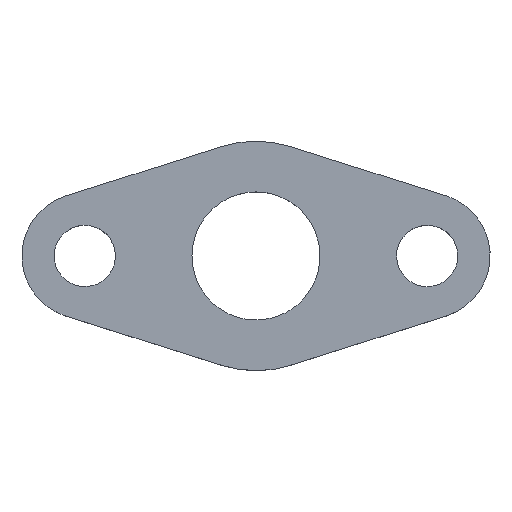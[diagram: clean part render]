
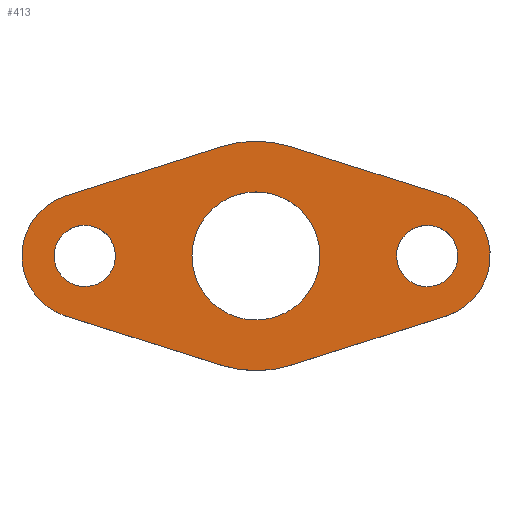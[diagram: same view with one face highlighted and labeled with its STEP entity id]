
A CAD part, top view. The second image highlights one B-rep face of the part: STEP entity #413.
In plain terms, the highlighted free-form (B-spline) face has degree [1, 1] with [2, 2] control points.
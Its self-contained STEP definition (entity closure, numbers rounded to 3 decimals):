
#22 = VERTEX_POINT('',#23);
#23 = CARTESIAN_POINT('',(-13.024,0.,
    8.706));
#41 = EDGE_CURVE('',#22,#22,#42,.T.);
#42 = ( BOUNDED_CURVE() B_SPLINE_CURVE(2,(#43,#44,#45,#46,#47,#48,#49),
.UNSPECIFIED.,.T.,.F.) B_SPLINE_CURVE_WITH_KNOTS((3,2,2,3),(
    3.142,5.236,7.33,9.425),
.PIECEWISE_BEZIER_KNOTS.) CURVE() GEOMETRIC_REPRESENTATION_ITEM() 
RATIONAL_B_SPLINE_CURVE((1.,0.5,1.,0.5,1.,0.5,1.)) REPRESENTATION_ITEM(
  '') );
#43 = CARTESIAN_POINT('',(-13.024,0.,
    8.706));
#44 = CARTESIAN_POINT('',(-13.024,22.559,8.706
    ));
#45 = CARTESIAN_POINT('',(6.512,11.28,8.706)
  );
#46 = CARTESIAN_POINT('',(26.049,0.,
    8.706));
#47 = CARTESIAN_POINT('',(6.512,-11.28,8.706)
  );
#48 = CARTESIAN_POINT('',(-13.024,-22.559,8.706
    ));
#49 = CARTESIAN_POINT('',(-13.024,0.,
    8.706));
#74 = VERTEX_POINT('',#75);
#75 = CARTESIAN_POINT('',(-41.057,0.,
    8.706));
#93 = EDGE_CURVE('',#74,#74,#94,.T.);
#94 = ( BOUNDED_CURVE() B_SPLINE_CURVE(2,(#95,#96,#97,#98,#99,#100,#101)
,.UNSPECIFIED.,.T.,.F.) B_SPLINE_CURVE_WITH_KNOTS((3,2,2,3),(
    3.142,5.236,7.33,9.425),
.PIECEWISE_BEZIER_KNOTS.) CURVE() GEOMETRIC_REPRESENTATION_ITEM() 
RATIONAL_B_SPLINE_CURVE((1.,0.5,1.,0.5,1.,0.5,1.)) REPRESENTATION_ITEM(
  '') );
#95 = CARTESIAN_POINT('',(-41.057,0.,
    8.706));
#96 = CARTESIAN_POINT('',(-41.057,10.797,8.706
    ));
#97 = CARTESIAN_POINT('',(-31.707,5.398,8.706)
  );
#98 = CARTESIAN_POINT('',(-22.357,0.,
    8.706));
#99 = CARTESIAN_POINT('',(-31.707,-5.398,8.706
    ));
#100 = CARTESIAN_POINT('',(-41.057,-10.797,
    8.706));
#101 = CARTESIAN_POINT('',(-41.057,0.,
    8.706));
#126 = VERTEX_POINT('',#127);
#127 = CARTESIAN_POINT('',(28.59,0.,
    8.706));
#145 = EDGE_CURVE('',#126,#126,#146,.T.);
#146 = ( BOUNDED_CURVE() B_SPLINE_CURVE(2,(#147,#148,#149,#150,#151,#152
,#153),.UNSPECIFIED.,.T.,.F.) B_SPLINE_CURVE_WITH_KNOTS((3,2,2,3),(
    3.142,5.236,7.33,9.425),
.PIECEWISE_BEZIER_KNOTS.) CURVE() GEOMETRIC_REPRESENTATION_ITEM() 
RATIONAL_B_SPLINE_CURVE((1.,0.5,1.,0.5,1.,0.5,1.)) REPRESENTATION_ITEM(
  '') );
#147 = CARTESIAN_POINT('',(28.59,0.,
    8.706));
#148 = CARTESIAN_POINT('',(28.59,10.797,
    8.706));
#149 = CARTESIAN_POINT('',(37.94,5.398,8.706
    ));
#150 = CARTESIAN_POINT('',(47.29,0.,
    8.706));
#151 = CARTESIAN_POINT('',(37.94,-5.398,
    8.706));
#152 = CARTESIAN_POINT('',(28.59,-10.797,
    8.706));
#153 = CARTESIAN_POINT('',(28.59,0.,
    8.706));
#188 = VERTEX_POINT('',#189);
#189 = CARTESIAN_POINT('',(-38.695,-12.198,
    8.706));
#194 = EDGE_CURVE('',#195,#188,#197,.T.);
#195 = VERTEX_POINT('',#196);
#196 = CARTESIAN_POINT('',(-38.695,12.198,
    8.706));
#197 = ( BOUNDED_CURVE() B_SPLINE_CURVE(2,(#198,#199,#200),
.UNSPECIFIED.,.F.,.F.) B_SPLINE_CURVE_WITH_KNOTS((3,3),(1.878,
4.405),.PIECEWISE_BEZIER_KNOTS.) CURVE() 
GEOMETRIC_REPRESENTATION_ITEM() RATIONAL_B_SPLINE_CURVE((1.,0.303,1.)) 
REPRESENTATION_ITEM('') );
#198 = CARTESIAN_POINT('',(-38.695,12.198,
    8.706));
#199 = CARTESIAN_POINT('',(-77.129,0.,
    8.706));
#200 = CARTESIAN_POINT('',(-38.695,-12.198,
    8.706));
#225 = EDGE_CURVE('',#226,#195,#228,.T.);
#226 = VERTEX_POINT('',#227);
#227 = CARTESIAN_POINT('',(-7.058,22.239,8.706
    ));
#228 = B_SPLINE_CURVE_WITH_KNOTS('',1,(#229,#230),.UNSPECIFIED.,.F.,.F.,
  (2,2),(-24.21,0.),.PIECEWISE_BEZIER_KNOTS.);
#229 = CARTESIAN_POINT('',(-7.058,22.239,8.706
    ));
#230 = CARTESIAN_POINT('',(-38.695,12.198,
    8.706));
#254 = EDGE_CURVE('',#255,#226,#257,.T.);
#255 = VERTEX_POINT('',#256);
#256 = CARTESIAN_POINT('',(7.058,22.239,8.706)
  );
#257 = ( BOUNDED_CURVE() B_SPLINE_CURVE(2,(#258,#259,#260),
.UNSPECIFIED.,.F.,.F.) B_SPLINE_CURVE_WITH_KNOTS((3,3),(1.263,
1.878),.PIECEWISE_BEZIER_KNOTS.) CURVE() 
GEOMETRIC_REPRESENTATION_ITEM() RATIONAL_B_SPLINE_CURVE((1.,
0.953,1.)) REPRESENTATION_ITEM('') );
#258 = CARTESIAN_POINT('',(7.058,22.239,8.706)
  );
#259 = CARTESIAN_POINT('',(0.,24.478,
    8.706));
#260 = CARTESIAN_POINT('',(-7.058,22.239,8.706
    ));
#285 = EDGE_CURVE('',#286,#255,#288,.T.);
#286 = VERTEX_POINT('',#287);
#287 = CARTESIAN_POINT('',(38.695,12.198,
    8.706));
#288 = B_SPLINE_CURVE_WITH_KNOTS('',1,(#289,#290),.UNSPECIFIED.,.F.,.F.,
  (2,2),(0.,24.21),.PIECEWISE_BEZIER_KNOTS.);
#289 = CARTESIAN_POINT('',(38.695,12.198,
    8.706));
#290 = CARTESIAN_POINT('',(7.058,22.239,8.706)
  );
#314 = EDGE_CURVE('',#315,#286,#317,.T.);
#315 = VERTEX_POINT('',#316);
#316 = CARTESIAN_POINT('',(38.695,-12.198,
    8.706));
#317 = ( BOUNDED_CURVE() B_SPLINE_CURVE(2,(#318,#319,#320),
.UNSPECIFIED.,.F.,.F.) B_SPLINE_CURVE_WITH_KNOTS((3,3),(5.02,
7.547),.PIECEWISE_BEZIER_KNOTS.) CURVE() 
GEOMETRIC_REPRESENTATION_ITEM() RATIONAL_B_SPLINE_CURVE((1.,0.303,1.)) 
REPRESENTATION_ITEM('') );
#318 = CARTESIAN_POINT('',(38.695,-12.198,
    8.706));
#319 = CARTESIAN_POINT('',(77.129,0.,
    8.706));
#320 = CARTESIAN_POINT('',(38.695,12.198,
    8.706));
#345 = EDGE_CURVE('',#346,#315,#348,.T.);
#346 = VERTEX_POINT('',#347);
#347 = CARTESIAN_POINT('',(7.058,-22.239,8.706)
  );
#348 = B_SPLINE_CURVE_WITH_KNOTS('',1,(#349,#350),.UNSPECIFIED.,.F.,.F.,
  (2,2),(0.,24.21),.PIECEWISE_BEZIER_KNOTS.);
#349 = CARTESIAN_POINT('',(7.058,-22.239,8.706)
  );
#350 = CARTESIAN_POINT('',(38.695,-12.198,
    8.706));
#374 = EDGE_CURVE('',#375,#346,#377,.T.);
#375 = VERTEX_POINT('',#376);
#376 = CARTESIAN_POINT('',(-7.058,-22.239,8.706
    ));
#377 = ( BOUNDED_CURVE() B_SPLINE_CURVE(2,(#378,#379,#380),
.UNSPECIFIED.,.F.,.F.) B_SPLINE_CURVE_WITH_KNOTS((3,3),(4.405,
5.02),.PIECEWISE_BEZIER_KNOTS.) CURVE() 
GEOMETRIC_REPRESENTATION_ITEM() RATIONAL_B_SPLINE_CURVE((1.,
0.953,1.)) REPRESENTATION_ITEM('') );
#378 = CARTESIAN_POINT('',(-7.058,-22.239,8.706
    ));
#379 = CARTESIAN_POINT('',(0.,-24.478,
    8.706));
#380 = CARTESIAN_POINT('',(7.058,-22.239,8.706)
  );
#403 = EDGE_CURVE('',#188,#375,#404,.T.);
#404 = B_SPLINE_CURVE_WITH_KNOTS('',1,(#405,#406),.UNSPECIFIED.,.F.,.F.,
  (2,2),(0.,24.21),.PIECEWISE_BEZIER_KNOTS.);
#405 = CARTESIAN_POINT('',(-38.695,-12.198,
    8.706));
#406 = CARTESIAN_POINT('',(-7.058,-22.239,8.706
    ));
#413 = ADVANCED_FACE('',(#414,#424,#427,#430),#433,.T.);
#414 = FACE_BOUND('',#415,.T.);
#415 = EDGE_LOOP('',(#416,#417,#418,#419,#420,#421,#422,#423));
#416 = ORIENTED_EDGE('',*,*,#403,.T.);
#417 = ORIENTED_EDGE('',*,*,#374,.T.);
#418 = ORIENTED_EDGE('',*,*,#345,.T.);
#419 = ORIENTED_EDGE('',*,*,#314,.T.);
#420 = ORIENTED_EDGE('',*,*,#285,.T.);
#421 = ORIENTED_EDGE('',*,*,#254,.T.);
#422 = ORIENTED_EDGE('',*,*,#225,.T.);
#423 = ORIENTED_EDGE('',*,*,#194,.T.);
#424 = FACE_BOUND('',#425,.T.);
#425 = EDGE_LOOP('',(#426));
#426 = ORIENTED_EDGE('',*,*,#145,.T.);
#427 = FACE_BOUND('',#428,.T.);
#428 = EDGE_LOOP('',(#429));
#429 = ORIENTED_EDGE('',*,*,#93,.T.);
#430 = FACE_BOUND('',#431,.T.);
#431 = EDGE_LOOP('',(#432));
#432 = ORIENTED_EDGE('',*,*,#41,.T.);
#433 = B_SPLINE_SURFACE_WITH_KNOTS('',1,1,(
    (#434,#435)
    ,(#436,#437
    )),.UNSPECIFIED.,.F.,.F.,.F.,(2,2),(2,2),(-34.735,34.735),(-17.018
    ,17.018),.PIECEWISE_BEZIER_KNOTS.);
#434 = CARTESIAN_POINT('',(-47.621,-23.332,
    8.706));
#435 = CARTESIAN_POINT('',(-47.621,23.332,
    8.706));
#436 = CARTESIAN_POINT('',(47.621,-23.332,
    8.706));
#437 = CARTESIAN_POINT('',(47.621,23.332,
    8.706));
